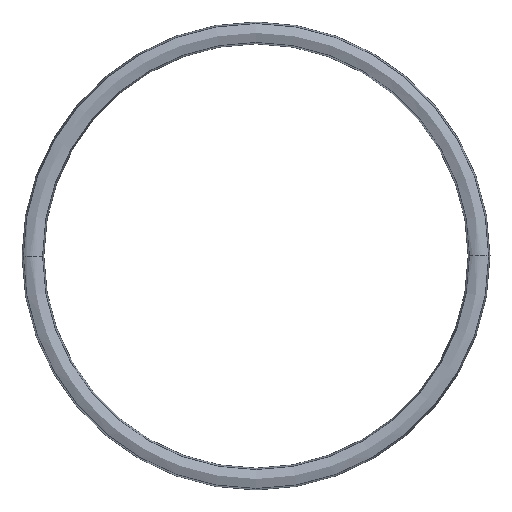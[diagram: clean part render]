
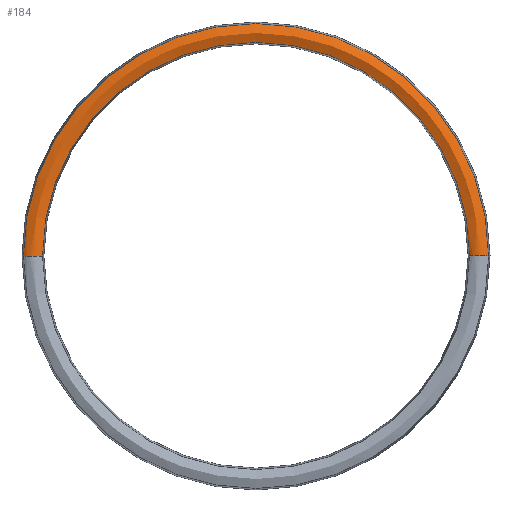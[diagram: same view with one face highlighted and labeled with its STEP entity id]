
A CAD part, front view. The second image highlights one B-rep face of the part: STEP entity #184.
In plain terms, the highlighted free-form (B-spline) face has degree [2, 3] with [3, 4] control points.
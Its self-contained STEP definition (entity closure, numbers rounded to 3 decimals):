
#6 = ORIENTED_EDGE ( 'NONE', *, *, #124, .T. ) ;
#9 = CARTESIAN_POINT ( 'NONE',  ( -34.75, 8.3, 0. ) ) ;
#10 = CARTESIAN_POINT ( 'NONE',  ( -36.194, 9.3, 72.387 ) ) ;
#16 = DIRECTION ( 'NONE',  ( 0., 1., 0. ) ) ;
#17 = CARTESIAN_POINT ( 'NONE',  ( 0., 9.3, 0. ) ) ;
#19 = DIRECTION ( 'NONE',  ( 0., 0., 1. ) ) ;
#20 = B_SPLINE_CURVE_WITH_KNOTS ( 'NONE', 2,
 ( #198, #287, #41 ),
 .UNSPECIFIED., .F., .F.,
 ( 3, 3 ),
 ( 0., 1. ),
 .UNSPECIFIED. ) ;
#22 = CIRCLE ( 'NONE', #199, 33.306 ) ;
#38 = CARTESIAN_POINT ( 'NONE',  ( 0., 9.3, 0. ) ) ;
#41 = CARTESIAN_POINT ( 'NONE',  ( 36.194, 9.3, 0. ) ) ;
#59 = B_SPLINE_CURVE_WITH_KNOTS ( 'NONE', 2,
 ( #117, #66, #146 ),
 .UNSPECIFIED., .F., .F.,
 ( 3, 3 ),
 ( 0., 1. ),
 .UNSPECIFIED. ) ;
#66 = CARTESIAN_POINT ( 'NONE',  ( -34.75, 8.3, 0. ) ) ;
#94 = CARTESIAN_POINT ( 'NONE',  ( 36.194, 9.3, 72.387 ) ) ;
#96 = CARTESIAN_POINT ( 'NONE',  ( 33.306, 9.3, 66.613 ) ) ;
#101 = DIRECTION ( 'NONE',  ( 0., 0., 1. ) ) ;
#117 = CARTESIAN_POINT ( 'NONE',  ( -33.306, 9.3, 0. ) ) ;
#120 = CARTESIAN_POINT ( 'NONE',  ( 0., 9.3, 36.194 ) ) ;
#121 = CARTESIAN_POINT ( 'NONE',  ( -33.306, 9.3, 0. ) ) ;
#124 = EDGE_CURVE ( 'NONE', #234, #299, #277, .T. ) ;
#125 = CARTESIAN_POINT ( 'NONE',  ( 33.306, 9.3, 0. ) ) ;
#137 = EDGE_CURVE ( 'NONE', #299, #148, #20, .T. ) ;
#145 = CARTESIAN_POINT ( 'NONE',  ( -33.306, 9.3, 0. ) ) ;
#146 = CARTESIAN_POINT ( 'NONE',  ( -36.194, 9.3, 0. ) ) ;
#147 = CARTESIAN_POINT ( 'NONE',  ( -36.194, 9.3, 0. ) ) ;
#148 = VERTEX_POINT ( 'NONE', #215 ) ;
#150 = DIRECTION ( 'NONE',  ( 0., 0., 1. ) ) ;
#151 = AXIS2_PLACEMENT_3D ( 'NONE', #17, #292, #150 ) ;
#168 = EDGE_CURVE ( 'NONE', #185, #283, #59, .T. ) ;
#174 = ORIENTED_EDGE ( 'NONE', *, *, #137, .T. ) ;
#175 = CARTESIAN_POINT ( 'NONE',  ( 0., 9.3, 33.306 ) ) ;
#181 = CIRCLE ( 'NONE', #247, 36.194 ) ;
#184 = ADVANCED_FACE ( 'NONE', ( #255 ), #197, .F. ) ;
#185 = VERTEX_POINT ( 'NONE', #145 ) ;
#194 = EDGE_CURVE ( 'NONE', #195, #148, #285, .T. ) ;
#195 = VERTEX_POINT ( 'NONE', #120 ) ;
#197 =( BOUNDED_SURFACE ( )  B_SPLINE_SURFACE ( 2, 3, ( 
 ( #121, #286, #96, #314 ),
 ( #9, #245, #239, #312 ),
 ( #268, #10, #94, #288 ) ),
 .UNSPECIFIED., .F., .F., .T. ) 
 B_SPLINE_SURFACE_WITH_KNOTS ( ( 3, 3 ),
 ( 4, 4 ),
 ( 0., 1. ),
 ( 0., 1. ),
 .UNSPECIFIED. ) 
 GEOMETRIC_REPRESENTATION_ITEM ( )  RATIONAL_B_SPLINE_SURFACE ( (
 ( 1., 0.333, 0.333, 1.),
 ( 1., 0.333, 0.333, 1.),
 ( 1., 0.333, 0.333, 1.) ) ) 
 REPRESENTATION_ITEM ( '' )  SURFACE ( )  );
#198 = CARTESIAN_POINT ( 'NONE',  ( 33.306, 9.3, 0. ) ) ;
#199 = AXIS2_PLACEMENT_3D ( 'NONE', #317, #225, #19 ) ;
#209 = EDGE_LOOP ( 'NONE', ( #6, #174, #240, #224, #300, #324 ) ) ;
#215 = CARTESIAN_POINT ( 'NONE',  ( 36.194, 9.3, 0. ) ) ;
#216 = DIRECTION ( 'NONE',  ( 0., 0., 1. ) ) ;
#217 = EDGE_CURVE ( 'NONE', #185, #234, #22, .T. ) ;
#223 = DIRECTION ( 'NONE',  ( 0., 1., 0. ) ) ;
#224 = ORIENTED_EDGE ( 'NONE', *, *, #259, .F. ) ;
#225 = DIRECTION ( 'NONE',  ( 0., 1., 0. ) ) ;
#234 = VERTEX_POINT ( 'NONE', #175 ) ;
#239 = CARTESIAN_POINT ( 'NONE',  ( 34.75, 8.3, 69.5 ) ) ;
#240 = ORIENTED_EDGE ( 'NONE', *, *, #194, .F. ) ;
#245 = CARTESIAN_POINT ( 'NONE',  ( -34.75, 8.3, 69.5 ) ) ;
#247 = AXIS2_PLACEMENT_3D ( 'NONE', #252, #223, #101 ) ;
#252 = CARTESIAN_POINT ( 'NONE',  ( 0., 9.3, 0. ) ) ;
#255 = FACE_OUTER_BOUND ( 'NONE', #209, .T. ) ;
#259 = EDGE_CURVE ( 'NONE', #283, #195, #181, .T. ) ;
#268 = CARTESIAN_POINT ( 'NONE',  ( -36.194, 9.3, 0. ) ) ;
#277 = CIRCLE ( 'NONE', #315, 33.306 ) ;
#283 = VERTEX_POINT ( 'NONE', #147 ) ;
#285 = CIRCLE ( 'NONE', #151, 36.194 ) ;
#286 = CARTESIAN_POINT ( 'NONE',  ( -33.306, 9.3, 66.613 ) ) ;
#287 = CARTESIAN_POINT ( 'NONE',  ( 34.75, 8.3, 0. ) ) ;
#288 = CARTESIAN_POINT ( 'NONE',  ( 36.194, 9.3, 0. ) ) ;
#292 = DIRECTION ( 'NONE',  ( 0., 1., 0. ) ) ;
#299 = VERTEX_POINT ( 'NONE', #125 ) ;
#300 = ORIENTED_EDGE ( 'NONE', *, *, #168, .F. ) ;
#312 = CARTESIAN_POINT ( 'NONE',  ( 34.75, 8.3, 0. ) ) ;
#314 = CARTESIAN_POINT ( 'NONE',  ( 33.306, 9.3, 0. ) ) ;
#315 = AXIS2_PLACEMENT_3D ( 'NONE', #38, #16, #216 ) ;
#317 = CARTESIAN_POINT ( 'NONE',  ( 0., 9.3, 0. ) ) ;
#324 = ORIENTED_EDGE ( 'NONE', *, *, #217, .T. ) ;
